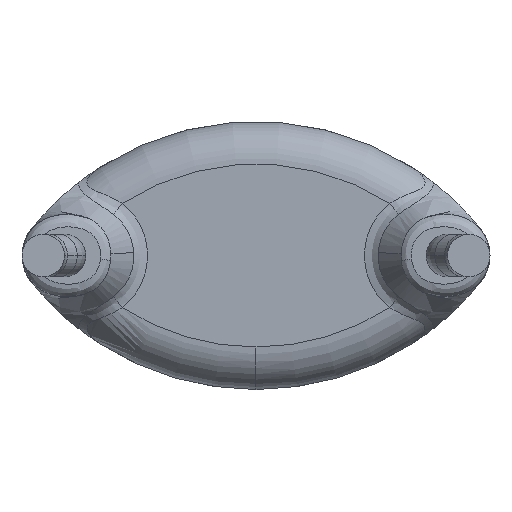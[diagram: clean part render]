
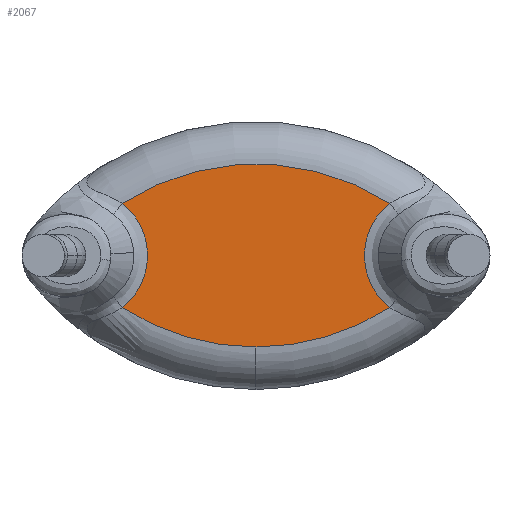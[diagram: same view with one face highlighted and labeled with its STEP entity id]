
A CAD part, front view. The second image highlights one B-rep face of the part: STEP entity #2067.
In plain terms, the highlighted planar face has unit normal (0, -1, 0).
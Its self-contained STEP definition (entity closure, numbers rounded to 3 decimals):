
#41 = CARTESIAN_POINT ( 'NONE',  ( 1.301, 0.5, -0.233 ) ) ;
#47 = ORIENTED_EDGE ( 'NONE', *, *, #637, .T. ) ;
#77 = CARTESIAN_POINT ( 'NONE',  ( 1.404, 0.5, -0.445 ) ) ;
#159 = CARTESIAN_POINT ( 'NONE',  ( 0., 0.5, -1.075 ) ) ;
#278 = CARTESIAN_POINT ( 'NONE',  ( -1.57, 0.5, 0.612 ) ) ;
#334 = CIRCLE ( 'NONE', #1537, 2.892 ) ;
#364 = EDGE_CURVE ( 'NONE', #393, #2882, #2180, .T. ) ;
#393 = VERTEX_POINT ( 'NONE', #3630 ) ;
#541 = B_SPLINE_CURVE_WITH_KNOTS ( 'NONE', 3,
 ( #2856, #3147, #77, #41, #2259, #620, #3420, #1983, #1995, #610 ),
 .UNSPECIFIED., .F., .F.,
 ( 4, 2, 2, 2, 4 ),
 ( 0., 0., 0.001, 0.001, 0.001 ),
 .UNSPECIFIED. ) ;
#610 = CARTESIAN_POINT ( 'NONE',  ( 1.57, 0.5, 0.612 ) ) ;
#620 = CARTESIAN_POINT ( 'NONE',  ( 1.275, 0.5, 0.117 ) ) ;
#637 = EDGE_CURVE ( 'NONE', #2182, #3489, #541, .T. ) ;
#649 = CIRCLE ( 'NONE', #1793, 2.892 ) ;
#858 = CARTESIAN_POINT ( 'NONE',  ( -1.275, 0.5, -0.116 ) ) ;
#973 = CARTESIAN_POINT ( 'NONE',  ( 0., 0.5, -1.817 ) ) ;
#1028 = CARTESIAN_POINT ( 'NONE',  ( 1.57, 0.5, -0.612 ) ) ;
#1144 = ORIENTED_EDGE ( 'NONE', *, *, #2179, .T. ) ;
#1254 = DIRECTION ( 'NONE',  ( 0., -1., 0. ) ) ;
#1393 = CARTESIAN_POINT ( 'NONE',  ( -1.275, 0.5, 0.117 ) ) ;
#1407 = CARTESIAN_POINT ( 'NONE',  ( -1.404, 0.5, -0.445 ) ) ;
#1537 = AXIS2_PLACEMENT_3D ( 'NONE', #973, #2132, #2148 ) ;
#1665 = CARTESIAN_POINT ( 'NONE',  ( -1.478, 0.5, -0.538 ) ) ;
#1710 = EDGE_CURVE ( 'NONE', #2882, #2183, #649, .T. ) ;
#1735 = CARTESIAN_POINT ( 'NONE',  ( 1.125, 0.5, 0.909 ) ) ;
#1778 = DIRECTION ( 'NONE',  ( 0., -1., 0. ) ) ;
#1793 = AXIS2_PLACEMENT_3D ( 'NONE', #3118, #2287, #2561 ) ;
#1921 = AXIS2_PLACEMENT_3D ( 'NONE', #2047, #1254, #3199 ) ;
#1945 = CARTESIAN_POINT ( 'NONE',  ( -1.57, 0.5, -0.612 ) ) ;
#1983 = CARTESIAN_POINT ( 'NONE',  ( 1.403, 0.5, 0.445 ) ) ;
#1995 = CARTESIAN_POINT ( 'NONE',  ( 1.477, 0.5, 0.538 ) ) ;
#2047 = CARTESIAN_POINT ( 'NONE',  ( 0., 0.5, 1.817 ) ) ;
#2067 = ADVANCED_FACE ( 'NONE', ( #2551 ), #2796, .T. ) ;
#2082 = ORIENTED_EDGE ( 'NONE', *, *, #364, .T. ) ;
#2132 = DIRECTION ( 'NONE',  ( 0., -1., 0. ) ) ;
#2143 = ORIENTED_EDGE ( 'NONE', *, *, #3474, .T. ) ;
#2148 = DIRECTION ( 'NONE',  ( 0., 0., -1. ) ) ;
#2179 = EDGE_CURVE ( 'NONE', #3489, #393, #334, .T. ) ;
#2180 = B_SPLINE_CURVE_WITH_KNOTS ( 'NONE', 3,
 ( #278, #3036, #3332, #2514, #1393, #858, #3346, #1407, #1665, #1945 ),
 .UNSPECIFIED., .F., .F.,
 ( 4, 2, 2, 2, 4 ),
 ( 0., 0., 0.001, 0.001, 0.001 ),
 .UNSPECIFIED. ) ;
#2182 = VERTEX_POINT ( 'NONE', #1028 ) ;
#2183 = VERTEX_POINT ( 'NONE', #159 ) ;
#2235 = ORIENTED_EDGE ( 'NONE', *, *, #1710, .T. ) ;
#2259 = CARTESIAN_POINT ( 'NONE',  ( 1.275, 0.5, -0.116 ) ) ;
#2287 = DIRECTION ( 'NONE',  ( 0., -1., 0. ) ) ;
#2514 = CARTESIAN_POINT ( 'NONE',  ( -1.302, 0.5, 0.235 ) ) ;
#2551 = FACE_OUTER_BOUND ( 'NONE', #3423, .T. ) ;
#2561 = DIRECTION ( 'NONE',  ( 0., 0., -1. ) ) ;
#2796 = PLANE ( 'NONE',  #2912 ) ;
#2856 = CARTESIAN_POINT ( 'NONE',  ( 1.57, 0.5, -0.612 ) ) ;
#2882 = VERTEX_POINT ( 'NONE', #3287 ) ;
#2912 = AXIS2_PLACEMENT_3D ( 'NONE', #1735, #1778, #3170 ) ;
#3036 = CARTESIAN_POINT ( 'NONE',  ( -1.477, 0.5, 0.538 ) ) ;
#3118 = CARTESIAN_POINT ( 'NONE',  ( 0., 0.5, 1.817 ) ) ;
#3147 = CARTESIAN_POINT ( 'NONE',  ( 1.478, 0.5, -0.538 ) ) ;
#3159 = CARTESIAN_POINT ( 'NONE',  ( 1.57, 0.5, 0.612 ) ) ;
#3170 = DIRECTION ( 'NONE',  ( 0., 0., -1. ) ) ;
#3190 = CIRCLE ( 'NONE', #1921, 2.892 ) ;
#3199 = DIRECTION ( 'NONE',  ( 0., 0., -1. ) ) ;
#3287 = CARTESIAN_POINT ( 'NONE',  ( -1.57, 0.5, -0.612 ) ) ;
#3332 = CARTESIAN_POINT ( 'NONE',  ( -1.403, 0.5, 0.445 ) ) ;
#3346 = CARTESIAN_POINT ( 'NONE',  ( -1.301, 0.5, -0.233 ) ) ;
#3420 = CARTESIAN_POINT ( 'NONE',  ( 1.302, 0.5, 0.235 ) ) ;
#3423 = EDGE_LOOP ( 'NONE', ( #2235, #2143, #47, #1144, #2082 ) ) ;
#3474 = EDGE_CURVE ( 'NONE', #2183, #2182, #3190, .T. ) ;
#3489 = VERTEX_POINT ( 'NONE', #3159 ) ;
#3630 = CARTESIAN_POINT ( 'NONE',  ( -1.57, 0.5, 0.612 ) ) ;
